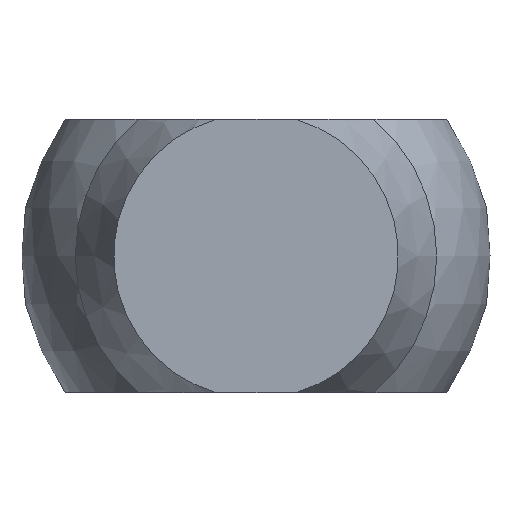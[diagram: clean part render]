
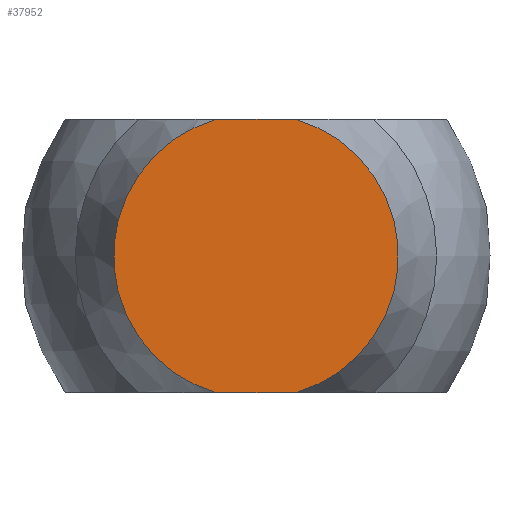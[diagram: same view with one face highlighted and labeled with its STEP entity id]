
A CAD part, left-side view. The second image highlights one B-rep face of the part: STEP entity #37952.
In plain terms, the highlighted planar face has unit normal (-1, 0, 0).
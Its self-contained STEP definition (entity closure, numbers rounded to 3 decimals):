
#722 = PLANE('',#723);
#723 = AXIS2_PLACEMENT_3D('',#724,#725,#726);
#724 = CARTESIAN_POINT('',(0.,-6.25,2.5));
#725 = DIRECTION('',(0.,0.,1.));
#726 = DIRECTION('',(0.,1.,0.));
#34870 = VERTEX_POINT('',#34871);
#34871 = CARTESIAN_POINT('',(-87.5,-0.714,2.5));
#34885 = CONICAL_SURFACE('',#34886,2.95,0.391);
#34886 = AXIS2_PLACEMENT_3D('',#34887,#34888,#34889);
#34887 = CARTESIAN_POINT('',(-86.65,0.,0.));
#34888 = DIRECTION('',(1.,0.,0.));
#34889 = DIRECTION('',(0.,-1.,0.));
#35332 = VERTEX_POINT('',#35333);
#35333 = CARTESIAN_POINT('',(-87.5,0.714,2.5));
#35347 = CONICAL_SURFACE('',#35348,2.95,0.391);
#35348 = AXIS2_PLACEMENT_3D('',#35349,#35350,#35351);
#35349 = CARTESIAN_POINT('',(-86.65,0.,0.));
#35350 = DIRECTION('',(1.,0.,0.));
#35351 = DIRECTION('',(-0.,1.,0.));
#35381 = EDGE_CURVE('',#35332,#34870,#35382,.T.);
#35382 = SURFACE_CURVE('',#35383,(#35387,#35394),.PCURVE_S1.);
#35383 = LINE('',#35384,#35385);
#35384 = CARTESIAN_POINT('',(-87.5,-1.475,2.5));
#35385 = VECTOR('',#35386,1.);
#35386 = DIRECTION('',(0.,-1.,0.));
#35387 = PCURVE('',#722,#35388);
#35388 = DEFINITIONAL_REPRESENTATION('',(#35389),#35393);
#35389 = LINE('',#35390,#35391);
#35390 = CARTESIAN_POINT('',(4.775,87.5));
#35391 = VECTOR('',#35392,1.);
#35392 = DIRECTION('',(-1.,0.));
#35393 = ( GEOMETRIC_REPRESENTATION_CONTEXT(2) 
PARAMETRIC_REPRESENTATION_CONTEXT() REPRESENTATION_CONTEXT('2D SPACE',''
  ) );
#35394 = PCURVE('',#35395,#35400);
#35395 = PLANE('',#35396);
#35396 = AXIS2_PLACEMENT_3D('',#35397,#35398,#35399);
#35397 = CARTESIAN_POINT('',(-87.5,3.3,0.));
#35398 = DIRECTION('',(-1.,0.,0.));
#35399 = DIRECTION('',(0.,0.,1.));
#35400 = DEFINITIONAL_REPRESENTATION('',(#35401),#35405);
#35401 = LINE('',#35402,#35403);
#35402 = CARTESIAN_POINT('',(2.5,-4.775));
#35403 = VECTOR('',#35404,1.);
#35404 = DIRECTION('',(0.,-1.));
#35405 = ( GEOMETRIC_REPRESENTATION_CONTEXT(2) 
PARAMETRIC_REPRESENTATION_CONTEXT() REPRESENTATION_CONTEXT('2D SPACE',''
  ) );
#36629 = PLANE('',#36630);
#36630 = AXIS2_PLACEMENT_3D('',#36631,#36632,#36633);
#36631 = CARTESIAN_POINT('',(0.,6.25,-2.5));
#36632 = DIRECTION('',(0.,0.,-1.));
#36633 = DIRECTION('',(0.,-1.,0.));
#36994 = VERTEX_POINT('',#36995);
#36995 = CARTESIAN_POINT('',(-87.5,-0.714,-2.5));
#37040 = EDGE_CURVE('',#36994,#37041,#37043,.T.);
#37041 = VERTEX_POINT('',#37042);
#37042 = CARTESIAN_POINT('',(-87.5,0.714,-2.5));
#37043 = SURFACE_CURVE('',#37044,(#37048,#37055),.PCURVE_S1.);
#37044 = LINE('',#37045,#37046);
#37045 = CARTESIAN_POINT('',(-87.5,4.775,-2.5));
#37046 = VECTOR('',#37047,1.);
#37047 = DIRECTION('',(0.,1.,0.));
#37048 = PCURVE('',#36629,#37049);
#37049 = DEFINITIONAL_REPRESENTATION('',(#37050),#37054);
#37050 = LINE('',#37051,#37052);
#37051 = CARTESIAN_POINT('',(1.475,87.5));
#37052 = VECTOR('',#37053,1.);
#37053 = DIRECTION('',(-1.,-0.));
#37054 = ( GEOMETRIC_REPRESENTATION_CONTEXT(2) 
PARAMETRIC_REPRESENTATION_CONTEXT() REPRESENTATION_CONTEXT('2D SPACE',''
  ) );
#37055 = PCURVE('',#35395,#37056);
#37056 = DEFINITIONAL_REPRESENTATION('',(#37057),#37061);
#37057 = LINE('',#37058,#37059);
#37058 = CARTESIAN_POINT('',(-2.5,1.475));
#37059 = VECTOR('',#37060,1.);
#37060 = DIRECTION('',(0.,1.));
#37061 = ( GEOMETRIC_REPRESENTATION_CONTEXT(2) 
PARAMETRIC_REPRESENTATION_CONTEXT() REPRESENTATION_CONTEXT('2D SPACE',''
  ) );
#37927 = EDGE_CURVE('',#34870,#36994,#37928,.T.);
#37928 = SURFACE_CURVE('',#37929,(#37934,#37941),.PCURVE_S1.);
#37929 = CIRCLE('',#37930,2.6);
#37930 = AXIS2_PLACEMENT_3D('',#37931,#37932,#37933);
#37931 = CARTESIAN_POINT('',(-87.5,0.,0.));
#37932 = DIRECTION('',(1.,0.,0.));
#37933 = DIRECTION('',(0.,-1.,0.));
#37934 = PCURVE('',#34885,#37935);
#37935 = DEFINITIONAL_REPRESENTATION('',(#37936),#37940);
#37936 = LINE('',#37937,#37938);
#37937 = CARTESIAN_POINT('',(-6.283,-0.85));
#37938 = VECTOR('',#37939,1.);
#37939 = DIRECTION('',(1.,0.));
#37940 = ( GEOMETRIC_REPRESENTATION_CONTEXT(2) 
PARAMETRIC_REPRESENTATION_CONTEXT() REPRESENTATION_CONTEXT('2D SPACE',''
  ) );
#37941 = PCURVE('',#35395,#37942);
#37942 = DEFINITIONAL_REPRESENTATION('',(#37943),#37951);
#37943 = ( BOUNDED_CURVE() B_SPLINE_CURVE(2,(#37944,#37945,#37946,#37947
    ,#37948,#37949,#37950),.UNSPECIFIED.,.T.,.F.) 
B_SPLINE_CURVE_WITH_KNOTS((1,2,2,2,2,1),(-2.094,0.,
    2.094,4.189,6.283,8.378),
.UNSPECIFIED.) CURVE() GEOMETRIC_REPRESENTATION_ITEM() 
RATIONAL_B_SPLINE_CURVE((1.,0.5,1.,0.5,1.,0.5,1.)) REPRESENTATION_ITEM(
  '') );
#37944 = CARTESIAN_POINT('',(0.,-5.9));
#37945 = CARTESIAN_POINT('',(-4.503,-5.9));
#37946 = CARTESIAN_POINT('',(-2.252,-2.));
#37947 = CARTESIAN_POINT('',(0.,1.9));
#37948 = CARTESIAN_POINT('',(2.252,-2.));
#37949 = CARTESIAN_POINT('',(4.503,-5.9));
#37950 = CARTESIAN_POINT('',(0.,-5.9));
#37951 = ( GEOMETRIC_REPRESENTATION_CONTEXT(2) 
PARAMETRIC_REPRESENTATION_CONTEXT() REPRESENTATION_CONTEXT('2D SPACE',''
  ) );
#37952 = ADVANCED_FACE('',(#37953),#35395,.T.);
#37953 = FACE_BOUND('',#37954,.T.);
#37954 = EDGE_LOOP('',(#37955,#37956,#37957,#37983));
#37955 = ORIENTED_EDGE('',*,*,#37927,.F.);
#37956 = ORIENTED_EDGE('',*,*,#35381,.F.);
#37957 = ORIENTED_EDGE('',*,*,#37958,.F.);
#37958 = EDGE_CURVE('',#37041,#35332,#37959,.T.);
#37959 = SURFACE_CURVE('',#37960,(#37965,#37976),.PCURVE_S1.);
#37960 = CIRCLE('',#37961,2.6);
#37961 = AXIS2_PLACEMENT_3D('',#37962,#37963,#37964);
#37962 = CARTESIAN_POINT('',(-87.5,0.,0.));
#37963 = DIRECTION('',(1.,0.,0.));
#37964 = DIRECTION('',(-0.,1.,0.));
#37965 = PCURVE('',#35395,#37966);
#37966 = DEFINITIONAL_REPRESENTATION('',(#37967),#37975);
#37967 = ( BOUNDED_CURVE() B_SPLINE_CURVE(2,(#37968,#37969,#37970,#37971
    ,#37972,#37973,#37974),.UNSPECIFIED.,.T.,.F.) 
B_SPLINE_CURVE_WITH_KNOTS((1,2,2,2,2,1),(-2.094,0.,
    2.094,4.189,6.283,8.378),
.UNSPECIFIED.) CURVE() GEOMETRIC_REPRESENTATION_ITEM() 
RATIONAL_B_SPLINE_CURVE((1.,0.5,1.,0.5,1.,0.5,1.)) REPRESENTATION_ITEM(
  '') );
#37968 = CARTESIAN_POINT('',(0.,-0.7));
#37969 = CARTESIAN_POINT('',(4.503,-0.7));
#37970 = CARTESIAN_POINT('',(2.252,-4.6));
#37971 = CARTESIAN_POINT('',(0.,-8.5));
#37972 = CARTESIAN_POINT('',(-2.252,-4.6));
#37973 = CARTESIAN_POINT('',(-4.503,-0.7));
#37974 = CARTESIAN_POINT('',(0.,-0.7));
#37975 = ( GEOMETRIC_REPRESENTATION_CONTEXT(2) 
PARAMETRIC_REPRESENTATION_CONTEXT() REPRESENTATION_CONTEXT('2D SPACE',''
  ) );
#37976 = PCURVE('',#35347,#37977);
#37977 = DEFINITIONAL_REPRESENTATION('',(#37978),#37982);
#37978 = LINE('',#37979,#37980);
#37979 = CARTESIAN_POINT('',(-6.283,-0.85));
#37980 = VECTOR('',#37981,1.);
#37981 = DIRECTION('',(1.,0.));
#37982 = ( GEOMETRIC_REPRESENTATION_CONTEXT(2) 
PARAMETRIC_REPRESENTATION_CONTEXT() REPRESENTATION_CONTEXT('2D SPACE',''
  ) );
#37983 = ORIENTED_EDGE('',*,*,#37040,.F.);
